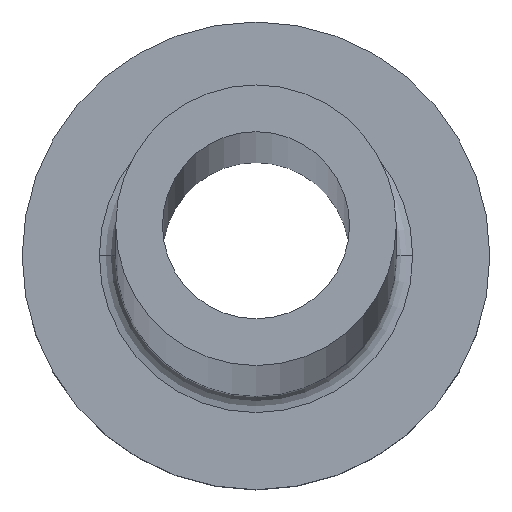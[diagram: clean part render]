
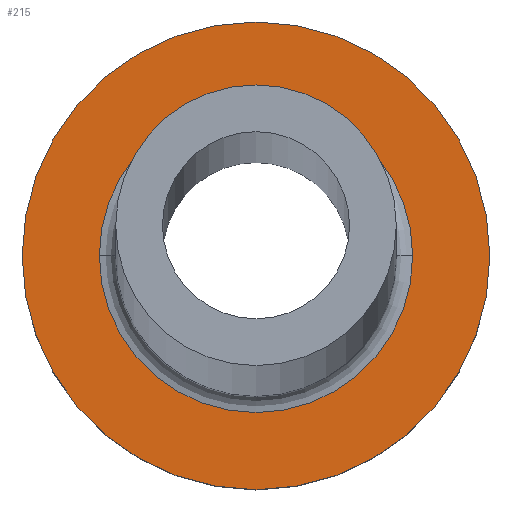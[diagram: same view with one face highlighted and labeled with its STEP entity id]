
A CAD part, top view. The second image highlights one B-rep face of the part: STEP entity #215.
In plain terms, the highlighted planar face has unit normal (0, 0, 1).
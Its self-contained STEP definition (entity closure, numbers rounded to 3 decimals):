
#2 = CIRCLE ( 'NONE', #311, 6.7 ) ;
#3 = EDGE_CURVE ( 'NONE', #28, #274, #314, .T. ) ;
#7 = DIRECTION ( 'NONE',  ( 0., 0., 1. ) ) ;
#28 = VERTEX_POINT ( 'NONE', #180 ) ;
#34 = CARTESIAN_POINT ( 'NONE',  ( 0., 0., 7. ) ) ;
#45 = AXIS2_PLACEMENT_3D ( 'NONE', #79, #347, #108 ) ;
#62 = AXIS2_PLACEMENT_3D ( 'NONE', #164, #276, #202 ) ;
#79 = CARTESIAN_POINT ( 'NONE',  ( 0., 0., 7. ) ) ;
#86 = EDGE_CURVE ( 'NONE', #274, #28, #114, .T. ) ;
#90 = EDGE_LOOP ( 'NONE', ( #377, #173 ) ) ;
#98 = DIRECTION ( 'NONE',  ( 0., 0., 1. ) ) ;
#102 = PLANE ( 'NONE',  #62 ) ;
#108 = DIRECTION ( 'NONE',  ( 1., 0., 0. ) ) ;
#110 = DIRECTION ( 'NONE',  ( 0., 0., -1. ) ) ;
#114 = CIRCLE ( 'NONE', #227, 10. ) ;
#115 = CARTESIAN_POINT ( 'NONE',  ( -10., 0., 7. ) ) ;
#122 = VERTEX_POINT ( 'NONE', #308 ) ;
#126 = CIRCLE ( 'NONE', #45, 6.7 ) ;
#138 = ORIENTED_EDGE ( 'NONE', *, *, #3, .T. ) ;
#158 = FACE_BOUND ( 'NONE', #90, .T. ) ;
#164 = CARTESIAN_POINT ( 'NONE',  ( 0., 0., 7. ) ) ;
#165 = CARTESIAN_POINT ( 'NONE',  ( 0., 0., 7. ) ) ;
#173 = ORIENTED_EDGE ( 'NONE', *, *, #291, .T. ) ;
#175 = VERTEX_POINT ( 'NONE', #369 ) ;
#180 = CARTESIAN_POINT ( 'NONE',  ( 10., 0., 7. ) ) ;
#202 = DIRECTION ( 'NONE',  ( 1., 0., 0. ) ) ;
#215 = ADVANCED_FACE ( 'NONE', ( #158, #281 ), #102, .T. ) ;
#227 = AXIS2_PLACEMENT_3D ( 'NONE', #165, #98, #257 ) ;
#237 = DIRECTION ( 'NONE',  ( 1., 0., 0. ) ) ;
#241 = EDGE_LOOP ( 'NONE', ( #243, #138 ) ) ;
#243 = ORIENTED_EDGE ( 'NONE', *, *, #86, .T. ) ;
#257 = DIRECTION ( 'NONE',  ( 1., 0., 0. ) ) ;
#261 = AXIS2_PLACEMENT_3D ( 'NONE', #34, #7, #361 ) ;
#274 = VERTEX_POINT ( 'NONE', #115 ) ;
#276 = DIRECTION ( 'NONE',  ( 0., 0., 1. ) ) ;
#281 = FACE_OUTER_BOUND ( 'NONE', #241, .T. ) ;
#291 = EDGE_CURVE ( 'NONE', #175, #122, #126, .T. ) ;
#308 = CARTESIAN_POINT ( 'NONE',  ( 6.7, 0., 7. ) ) ;
#311 = AXIS2_PLACEMENT_3D ( 'NONE', #378, #110, #237 ) ;
#314 = CIRCLE ( 'NONE', #261, 10. ) ;
#347 = DIRECTION ( 'NONE',  ( 0., 0., -1. ) ) ;
#361 = DIRECTION ( 'NONE',  ( 1., 0., 0. ) ) ;
#365 = EDGE_CURVE ( 'NONE', #122, #175, #2, .T. ) ;
#369 = CARTESIAN_POINT ( 'NONE',  ( -6.7, 0., 7. ) ) ;
#377 = ORIENTED_EDGE ( 'NONE', *, *, #365, .T. ) ;
#378 = CARTESIAN_POINT ( 'NONE',  ( 0., 0., 7. ) ) ;
